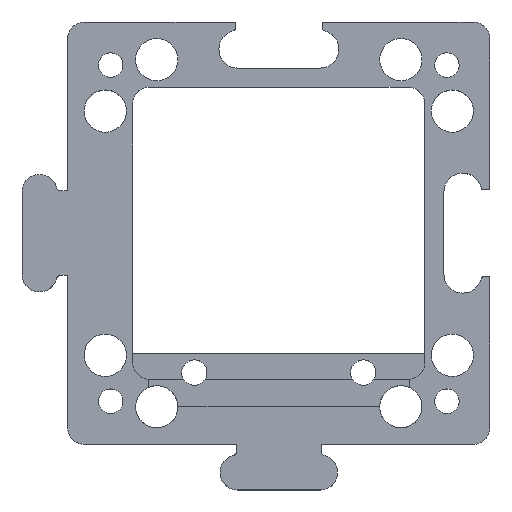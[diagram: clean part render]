
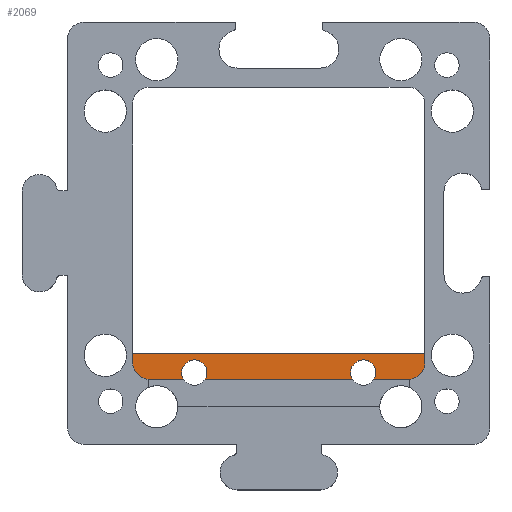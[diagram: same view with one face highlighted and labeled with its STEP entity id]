
A CAD part, top view. The second image highlights one B-rep face of the part: STEP entity #2069.
In plain terms, the highlighted planar face has unit normal (0, 0, 1).
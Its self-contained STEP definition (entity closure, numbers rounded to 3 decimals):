
#43=PLANE('',#2215);
#103=FACE_OUTER_BOUND('',#209,.T.);
#209=EDGE_LOOP('',(#1427,#1428,#1429,#1430,#1431,#1432,#1433,#1434,#1435,
#1436));
#332=CIRCLE('',#2193,1.5);
#342=CIRCLE('',#2210,1.5);
#345=CIRCLE('',#2216,2.);
#346=CIRCLE('',#2217,2.);
#469=LINE('',#3151,#671);
#470=LINE('',#3153,#672);
#471=LINE('',#3157,#673);
#472=LINE('',#3159,#674);
#473=LINE('',#3161,#675);
#474=LINE('',#3164,#676);
#671=VECTOR('',#2503,10.);
#672=VECTOR('',#2504,10.);
#673=VECTOR('',#2507,10.);
#674=VECTOR('',#2508,10.);
#675=VECTOR('',#2509,10.);
#676=VECTOR('',#2512,10.);
#856=VERTEX_POINT('',#3078);
#858=VERTEX_POINT('',#3082);
#876=VERTEX_POINT('',#3130);
#878=VERTEX_POINT('',#3134);
#883=VERTEX_POINT('',#3152);
#884=VERTEX_POINT('',#3154);
#885=VERTEX_POINT('',#3156);
#886=VERTEX_POINT('',#3158);
#887=VERTEX_POINT('',#3160);
#888=VERTEX_POINT('',#3162);
#1068=EDGE_CURVE('',#856,#858,#332,.T.);
#1093=EDGE_CURVE('',#876,#878,#342,.T.);
#1101=EDGE_CURVE('',#858,#876,#469,.T.);
#1102=EDGE_CURVE('',#878,#883,#470,.T.);
#1103=EDGE_CURVE('',#884,#883,#345,.T.);
#1104=EDGE_CURVE('',#885,#884,#471,.T.);
#1105=EDGE_CURVE('',#885,#886,#472,.T.);
#1106=EDGE_CURVE('',#887,#886,#473,.T.);
#1107=EDGE_CURVE('',#888,#887,#346,.T.);
#1108=EDGE_CURVE('',#888,#856,#474,.T.);
#1427=ORIENTED_EDGE('',*,*,#1068,.T.);
#1428=ORIENTED_EDGE('',*,*,#1101,.T.);
#1429=ORIENTED_EDGE('',*,*,#1093,.T.);
#1430=ORIENTED_EDGE('',*,*,#1102,.T.);
#1431=ORIENTED_EDGE('',*,*,#1103,.F.);
#1432=ORIENTED_EDGE('',*,*,#1104,.F.);
#1433=ORIENTED_EDGE('',*,*,#1105,.T.);
#1434=ORIENTED_EDGE('',*,*,#1106,.F.);
#1435=ORIENTED_EDGE('',*,*,#1107,.F.);
#1436=ORIENTED_EDGE('',*,*,#1108,.T.);
#2069=ADVANCED_FACE('',(#103),#43,.T.);
#2193=AXIS2_PLACEMENT_3D('',#3084,#2437,#2438);
#2210=AXIS2_PLACEMENT_3D('',#3136,#2486,#2487);
#2215=AXIS2_PLACEMENT_3D('',#3150,#2501,#2502);
#2216=AXIS2_PLACEMENT_3D('',#3155,#2505,#2506);
#2217=AXIS2_PLACEMENT_3D('',#3163,#2510,#2511);
#2437=DIRECTION('center_axis',(0.,0.,-1.));
#2438=DIRECTION('ref_axis',(-1.,0.,0.));
#2486=DIRECTION('center_axis',(0.,0.,-1.));
#2487=DIRECTION('ref_axis',(-1.,0.,0.));
#2501=DIRECTION('center_axis',(0.,0.,1.));
#2502=DIRECTION('ref_axis',(1.,0.,0.));
#2503=DIRECTION('',(1.,0.,0.));
#2504=DIRECTION('',(1.,0.,0.));
#2505=DIRECTION('center_axis',(0.,0.,-1.));
#2506=DIRECTION('ref_axis',(1.,0.,0.));
#2507=DIRECTION('',(0.,-1.,0.));
#2508=DIRECTION('',(-1.,0.,0.));
#2509=DIRECTION('',(0.,1.,0.));
#2510=DIRECTION('center_axis',(0.,0.,-1.));
#2511=DIRECTION('ref_axis',(-1.,0.,0.));
#2512=DIRECTION('',(1.,0.,0.));
#3078=CARTESIAN_POINT('',(-11.922,-17.494,4.4));
#3082=CARTESIAN_POINT('',(-9.378,-17.494,4.4));
#3084=CARTESIAN_POINT('Origin',(-10.65,-16.7,4.4));
#3130=CARTESIAN_POINT('',(8.078,-17.494,4.4));
#3134=CARTESIAN_POINT('',(10.622,-17.494,4.4));
#3136=CARTESIAN_POINT('Origin',(9.35,-16.7,4.4));
#3150=CARTESIAN_POINT('Origin',(-0.65,-15.994,4.4));
#3151=CARTESIAN_POINT('',(16.65,-17.494,4.4));
#3152=CARTESIAN_POINT('',(14.8,-17.494,4.4));
#3153=CARTESIAN_POINT('',(16.65,-17.494,4.4));
#3154=CARTESIAN_POINT('',(16.65,-15.5,4.4));
#3155=CARTESIAN_POINT('Origin',(14.65,-15.5,4.4));
#3156=CARTESIAN_POINT('',(16.65,-14.494,4.4));
#3157=CARTESIAN_POINT('',(16.65,-15.747,4.4));
#3158=CARTESIAN_POINT('',(-17.95,-14.494,4.4));
#3159=CARTESIAN_POINT('',(-17.95,-14.494,4.4));
#3160=CARTESIAN_POINT('',(-17.95,-15.5,4.4));
#3161=CARTESIAN_POINT('',(-17.95,-15.747,4.4));
#3162=CARTESIAN_POINT('',(-16.1,-17.494,4.4));
#3163=CARTESIAN_POINT('Origin',(-15.95,-15.5,4.4));
#3164=CARTESIAN_POINT('',(16.65,-17.494,4.4));
